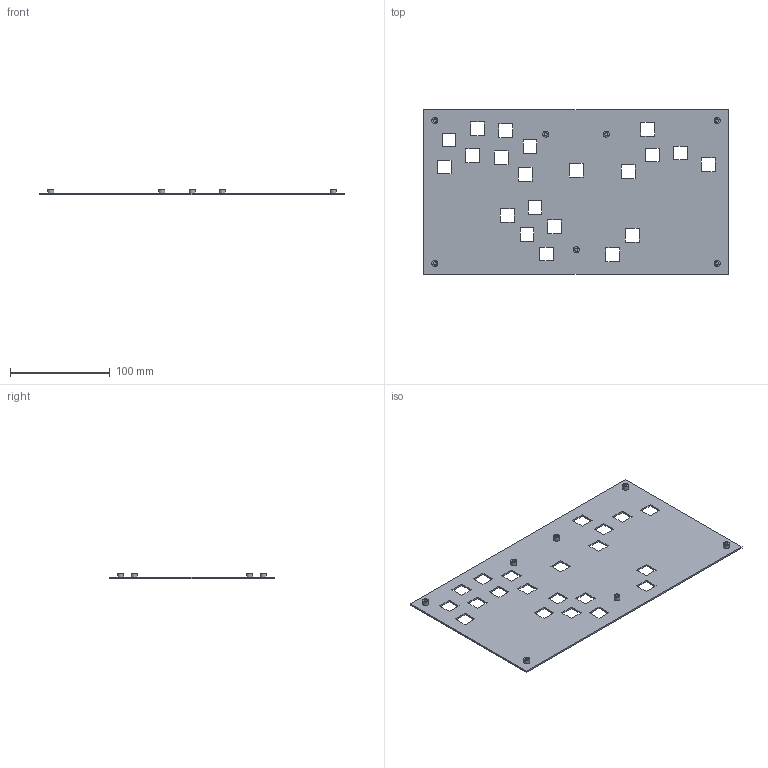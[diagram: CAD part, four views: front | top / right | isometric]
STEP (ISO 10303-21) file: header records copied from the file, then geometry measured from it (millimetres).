
FILE_DESCRIPTION(/* description */ (''),/* implementation_level */ '2;1');
FILE_NAME(/* name */ 'top right orientation.step',/* time_stamp */ '2023-10-28T16:11:44-05:00',/* author */ (''),/* organization */ (''),/* preprocessor_version */ 'ST-DEVELOPER v20',/* originating_system */ 'Autodesk Translation Framework v12.9.0.99',/* authorisation */ '');
FILE_SCHEMA (('AUTOMOTIVE_DESIGN { 1 0 10303 214 3 1 1 }'));
Length unit declared in the file: millimetre
Products named in the file (2): 3.2mm holes DFM panel drawing; top panel
Assembly tree (1 placements, depth 2):
  3.2mm holes DFM panel drawing
    top panel
Bounding box: 304.8 x 165.1 x 5.6 mm (x, y, z)
Volume: 74683.7 mm3; surface area: 96814.2 mm2
Topology: 1 solids, 1 shells, 118 faces, 306 edges, 204 vertices
Faces by surface type: plane 104, cylinder 14
Full cylindrical faces by diameter (mm): 3.2 x7, 6 x7
Entity records: 3702 total; most frequent: CARTESIAN_POINT 631, ORIENTED_EDGE 612, DIRECTION 576, EDGE_CURVE 306, LINE 278, VECTOR 278, VERTEX_POINT 204, EDGE_LOOP 174
